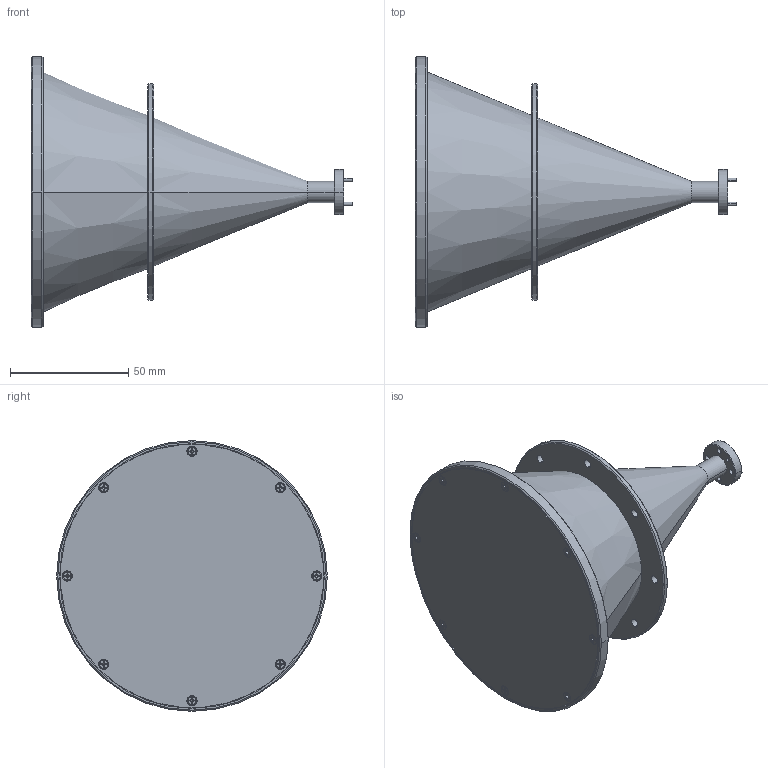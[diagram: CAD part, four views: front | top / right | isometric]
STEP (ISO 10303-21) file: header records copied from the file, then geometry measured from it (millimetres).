
FILE_DESCRIPTION (( 'STEP AP203' ), '1' );
FILE_NAME ('DMAL-15-101-A1.STEP', '2025-07-23T00:39:08', ( '' ), ( '' ), 'SwSTEP 2.0', 'SolidWorks 2021', '' );
FILE_SCHEMA (( 'CONFIG_CONTROL_DESIGN' ));
Length unit declared in the file: inch
Products named in the file (1): DMAL-15-101-A1
Bounding box: 135.95 x 114.3 x 114.3 mm (x, y, z)
Volume: 390644.9 mm3; surface area: 44655.9 mm2
Topology: 1 solids, 9 shells, 487 faces, 1288 edges, 830 vertices
Faces by surface type: cylinder 178, plane 173, cone 112, bspline 24
Entity records: 22037 total; most frequent: CARTESIAN_POINT 10420, ORIENTED_EDGE 2544, DIRECTION 2294, EDGE_CURVE 1272, AXIS2_PLACEMENT_3D 902, VERTEX_POINT 830, EDGE_LOOP 558, LINE 490
